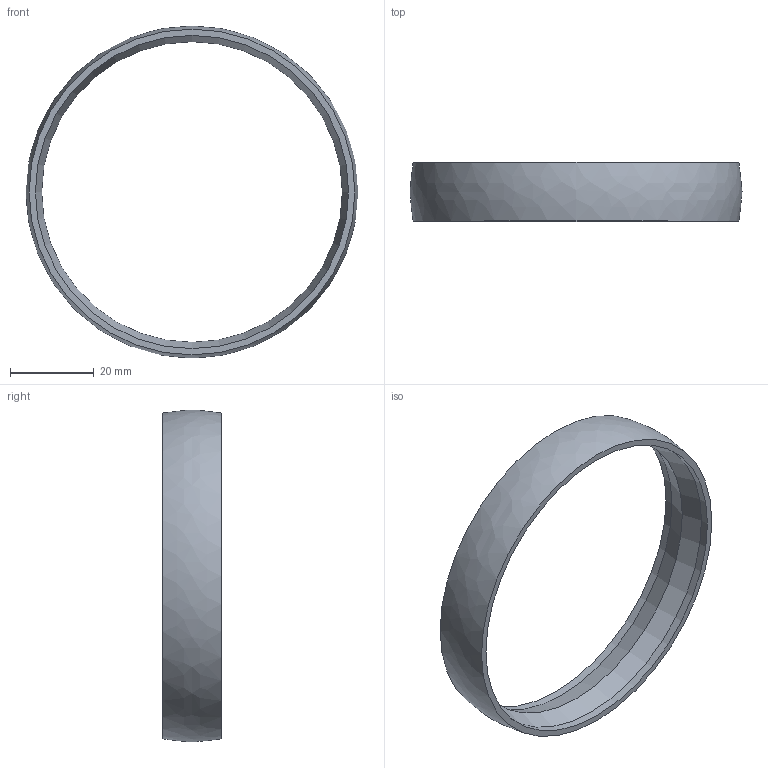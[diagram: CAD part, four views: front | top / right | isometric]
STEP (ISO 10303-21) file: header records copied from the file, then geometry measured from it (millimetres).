
FILE_DESCRIPTION(/* description */ (''),/* implementation_level */ '2;1');
FILE_NAME(/* name */ 'tire.step',/* time_stamp */ '2025-09-24T18:34:59+02:00',/* author */ (''),/* organization */ (''),/* preprocessor_version */ 'ST-DEVELOPER v20.1',/* originating_system */ 'Autodesk Translation Framework v14.10.0.0',/* authorisation */ '');
FILE_SCHEMA (('AUTOMOTIVE_DESIGN { 1 0 10303 214 3 1 1 }'));
Length unit declared in the file: millimetre
Products named in the file (1): Altendorf F45 Absaugung
Bounding box: 79.5 x 14 x 79.5 mm (x, y, z)
Volume: 8325.8 mm3; surface area: 7565.5 mm2
Topology: 1 solids, 1 shells, 7 faces, 12 edges, 7 vertices
Faces by surface type: cylinder 2, cone 2, plane 2, bspline 1
Full cylindrical faces by diameter (mm): 75 x2
Entity records: 241 total; most frequent: CARTESIAN_POINT 55, DIRECTION 32, ORIENTED_EDGE 24, AXIS2_PLACEMENT_3D 14, EDGE_CURVE 12, EDGE_LOOP 9, FACE_OUTER_BOUND 7, CIRCLE 7
